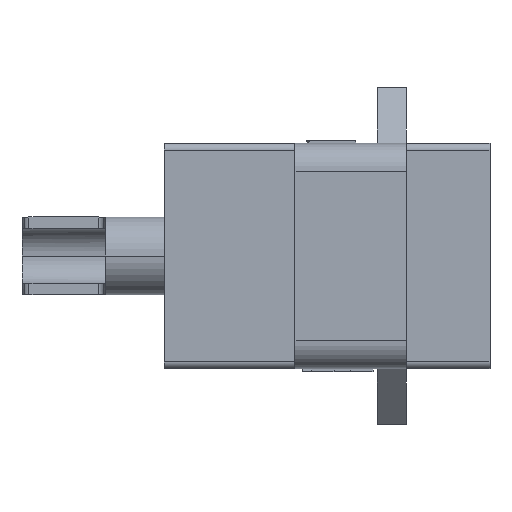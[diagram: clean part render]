
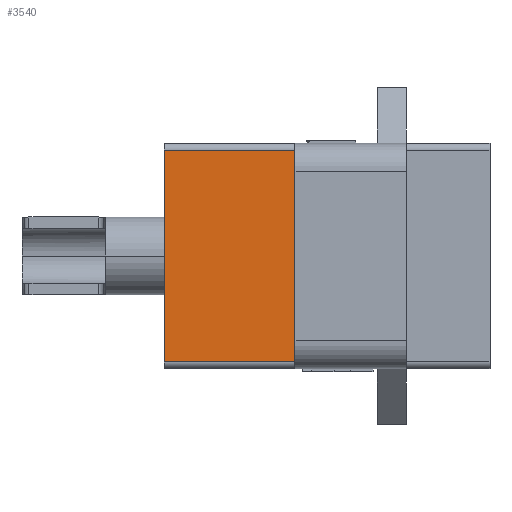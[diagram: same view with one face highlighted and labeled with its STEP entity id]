
A CAD part, left-side view. The second image highlights one B-rep face of the part: STEP entity #3540.
In plain terms, the highlighted planar face has unit normal (-1, 0, 0).
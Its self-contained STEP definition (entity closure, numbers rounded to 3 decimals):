
#81 = VERTEX_POINT ( 'NONE', #2292 ) ;
#202 = ORIENTED_EDGE ( 'NONE', *, *, #10994, .F. ) ;
#1178 = EDGE_CURVE ( 'NONE', #81, #10603, #4551, .T. ) ;
#1418 = ORIENTED_EDGE ( 'NONE', *, *, #4606, .F. ) ;
#1432 = FACE_OUTER_BOUND ( 'NONE', #5560, .T. ) ;
#1712 = LINE ( 'NONE', #12653, #5257 ) ;
#1855 = VERTEX_POINT ( 'NONE', #3602 ) ;
#1885 = VECTOR ( 'NONE', #4627, 1000. ) ;
#2132 = VERTEX_POINT ( 'NONE', #12707 ) ;
#2292 = CARTESIAN_POINT ( 'NONE',  ( -7.743, 4., 3.8 ) ) ;
#3540 = ADVANCED_FACE ( 'NONE', ( #1432 ), #10179, .T. ) ;
#3602 = CARTESIAN_POINT ( 'NONE',  ( -7.743, 8.7, -3.8 ) ) ;
#4551 = LINE ( 'NONE', #9706, #1885 ) ;
#4606 = EDGE_CURVE ( 'NONE', #2132, #1855, #1712, .T. ) ;
#4627 = DIRECTION ( 'NONE',  ( 0., 1., 0. ) ) ;
#5257 = VECTOR ( 'NONE', #6527, 1000. ) ;
#5518 = DIRECTION ( 'NONE',  ( 0., 0., -1. ) ) ;
#5528 = LINE ( 'NONE', #8174, #14309 ) ;
#5560 = EDGE_LOOP ( 'NONE', ( #12029, #13064, #202, #1418 ) ) ;
#6283 = VECTOR ( 'NONE', #5518, 1000. ) ;
#6527 = DIRECTION ( 'NONE',  ( 0., 1., 0. ) ) ;
#7523 = AXIS2_PLACEMENT_3D ( 'NONE', #13743, #8812, #15205 ) ;
#7930 = DIRECTION ( 'NONE',  ( 0., 0., 1. ) ) ;
#8174 = CARTESIAN_POINT ( 'NONE',  ( -7.743, 8.7, 3.8 ) ) ;
#8242 = EDGE_CURVE ( 'NONE', #81, #2132, #11547, .T. ) ;
#8812 = DIRECTION ( 'NONE',  ( -1., 0., 0. ) ) ;
#9706 = CARTESIAN_POINT ( 'NONE',  ( -7.743, 4., 3.8 ) ) ;
#10179 = PLANE ( 'NONE',  #7523 ) ;
#10210 = CARTESIAN_POINT ( 'NONE',  ( -7.743, 8.7, 3.8 ) ) ;
#10603 = VERTEX_POINT ( 'NONE', #10210 ) ;
#10994 = EDGE_CURVE ( 'NONE', #1855, #10603, #5528, .T. ) ;
#11547 = LINE ( 'NONE', #11632, #6283 ) ;
#11632 = CARTESIAN_POINT ( 'NONE',  ( -7.743, 4., -1.9 ) ) ;
#12029 = ORIENTED_EDGE ( 'NONE', *, *, #8242, .F. ) ;
#12653 = CARTESIAN_POINT ( 'NONE',  ( -7.743, 4., -3.8 ) ) ;
#12707 = CARTESIAN_POINT ( 'NONE',  ( -7.743, 4., -3.8 ) ) ;
#13064 = ORIENTED_EDGE ( 'NONE', *, *, #1178, .T. ) ;
#13743 = CARTESIAN_POINT ( 'NONE',  ( -7.743, 4., -3.8 ) ) ;
#14309 = VECTOR ( 'NONE', #7930, 1000. ) ;
#15205 = DIRECTION ( 'NONE',  ( 0., 1., 0. ) ) ;
